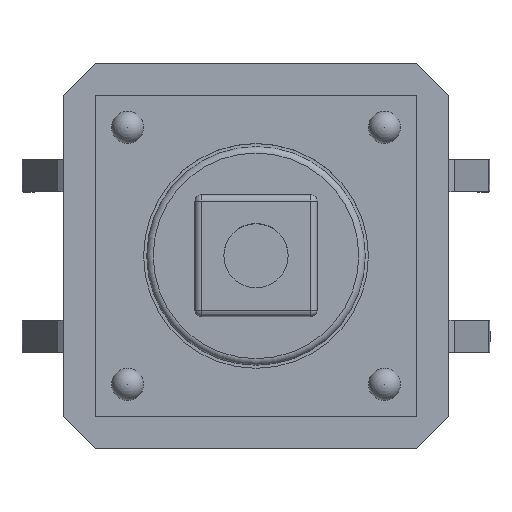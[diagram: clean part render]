
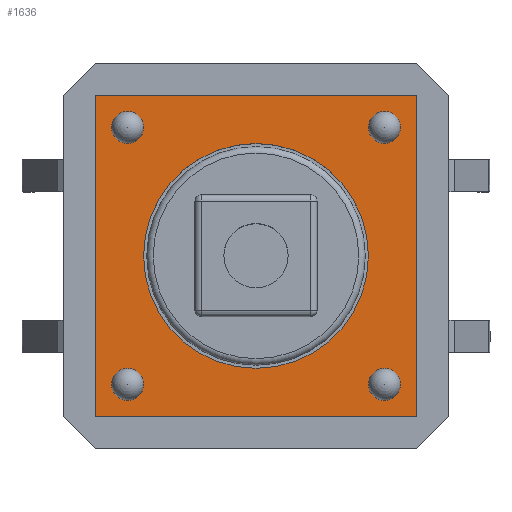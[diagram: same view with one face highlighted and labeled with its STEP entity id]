
A CAD part, top view. The second image highlights one B-rep face of the part: STEP entity #1636.
In plain terms, the highlighted planar face has unit normal (0, 0, 1).
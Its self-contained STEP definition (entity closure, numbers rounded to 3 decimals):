
#77=FACE_BOUND('',#300,.T.);
#78=FACE_BOUND('',#301,.T.);
#79=FACE_BOUND('',#302,.T.);
#80=FACE_BOUND('',#303,.T.);
#81=FACE_BOUND('',#304,.T.);
#109=PLANE('',#1780);
#192=FACE_OUTER_BOUND('',#299,.T.);
#299=EDGE_LOOP('',(#1261,#1262,#1263,#1264));
#300=EDGE_LOOP('',(#1265));
#301=EDGE_LOOP('',(#1266));
#302=EDGE_LOOP('',(#1267));
#303=EDGE_LOOP('',(#1268));
#304=EDGE_LOOP('',(#1269));
#429=LINE('',#2437,#584);
#432=LINE('',#2443,#587);
#435=LINE('',#2449,#590);
#438=LINE('',#2453,#593);
#584=VECTOR('',#2012,10.);
#587=VECTOR('',#2017,10.);
#590=VECTOR('',#2022,10.);
#593=VECTOR('',#2027,10.);
#704=CIRCLE('',#1762,3.5);
#706=CIRCLE('',#1765,0.5);
#708=CIRCLE('',#1768,0.5);
#710=CIRCLE('',#1771,0.5);
#712=CIRCLE('',#1774,0.5);
#773=VERTEX_POINT('',#2401);
#775=VERTEX_POINT('',#2407);
#777=VERTEX_POINT('',#2413);
#779=VERTEX_POINT('',#2419);
#781=VERTEX_POINT('',#2425);
#785=VERTEX_POINT('',#2434);
#786=VERTEX_POINT('',#2436);
#788=VERTEX_POINT('',#2442);
#790=VERTEX_POINT('',#2448);
#941=EDGE_CURVE('',#773,#773,#704,.T.);
#944=EDGE_CURVE('',#775,#775,#706,.T.);
#947=EDGE_CURVE('',#777,#777,#708,.T.);
#950=EDGE_CURVE('',#779,#779,#710,.T.);
#953=EDGE_CURVE('',#781,#781,#712,.T.);
#958=EDGE_CURVE('',#786,#785,#429,.T.);
#961=EDGE_CURVE('',#788,#786,#432,.T.);
#964=EDGE_CURVE('',#790,#788,#435,.T.);
#967=EDGE_CURVE('',#785,#790,#438,.T.);
#1261=ORIENTED_EDGE('',*,*,#967,.T.);
#1262=ORIENTED_EDGE('',*,*,#964,.T.);
#1263=ORIENTED_EDGE('',*,*,#961,.T.);
#1264=ORIENTED_EDGE('',*,*,#958,.T.);
#1265=ORIENTED_EDGE('',*,*,#953,.T.);
#1266=ORIENTED_EDGE('',*,*,#950,.T.);
#1267=ORIENTED_EDGE('',*,*,#947,.T.);
#1268=ORIENTED_EDGE('',*,*,#944,.T.);
#1269=ORIENTED_EDGE('',*,*,#941,.T.);
#1636=ADVANCED_FACE('',(#192,#77,#78,#79,#80,#81),#109,.T.);
#1762=AXIS2_PLACEMENT_3D('',#2402,#1975,#1976);
#1765=AXIS2_PLACEMENT_3D('',#2408,#1982,#1983);
#1768=AXIS2_PLACEMENT_3D('',#2414,#1989,#1990);
#1771=AXIS2_PLACEMENT_3D('',#2420,#1996,#1997);
#1774=AXIS2_PLACEMENT_3D('',#2426,#2003,#2004);
#1780=AXIS2_PLACEMENT_3D('',#2454,#2028,#2029);
#1975=DIRECTION('center_axis',(0.,0.,-1.));
#1976=DIRECTION('ref_axis',(1.,0.,0.));
#1982=DIRECTION('center_axis',(0.,0.,-1.));
#1983=DIRECTION('ref_axis',(1.,0.,0.));
#1989=DIRECTION('center_axis',(0.,0.,-1.));
#1990=DIRECTION('ref_axis',(1.,0.,0.));
#1996=DIRECTION('center_axis',(0.,0.,-1.));
#1997=DIRECTION('ref_axis',(1.,0.,0.));
#2003=DIRECTION('center_axis',(0.,0.,-1.));
#2004=DIRECTION('ref_axis',(1.,0.,0.));
#2012=DIRECTION('',(-1.,0.,0.));
#2017=DIRECTION('',(0.,1.,0.));
#2022=DIRECTION('',(1.,0.,0.));
#2027=DIRECTION('',(0.,-1.,0.));
#2028=DIRECTION('center_axis',(0.,0.,1.));
#2029=DIRECTION('ref_axis',(1.,0.,0.));
#2401=CARTESIAN_POINT('',(2.5,6.,3.2));
#2402=CARTESIAN_POINT('Origin',(6.,6.,3.2));
#2407=CARTESIAN_POINT('',(1.5,2.,3.2));
#2408=CARTESIAN_POINT('Origin',(2.,2.,3.2));
#2413=CARTESIAN_POINT('',(9.5,2.,3.2));
#2414=CARTESIAN_POINT('Origin',(10.,2.,3.2));
#2419=CARTESIAN_POINT('',(1.5,10.,3.2));
#2420=CARTESIAN_POINT('Origin',(2.,10.,3.2));
#2425=CARTESIAN_POINT('',(9.5,10.,3.2));
#2426=CARTESIAN_POINT('Origin',(10.,10.,3.2));
#2434=CARTESIAN_POINT('',(1.,11.,3.2));
#2436=CARTESIAN_POINT('',(11.,11.,3.2));
#2437=CARTESIAN_POINT('',(11.,11.,3.2));
#2442=CARTESIAN_POINT('',(11.,1.,3.2));
#2443=CARTESIAN_POINT('',(11.,1.,3.2));
#2448=CARTESIAN_POINT('',(1.,1.,3.2));
#2449=CARTESIAN_POINT('',(1.,1.,3.2));
#2453=CARTESIAN_POINT('',(1.,11.,3.2));
#2454=CARTESIAN_POINT('Origin',(6.,6.,3.2));
